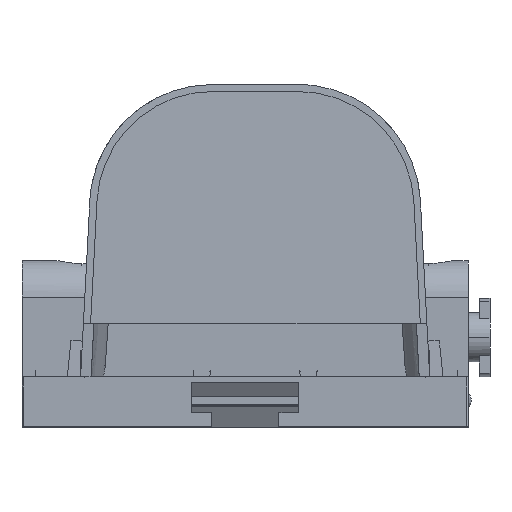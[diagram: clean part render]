
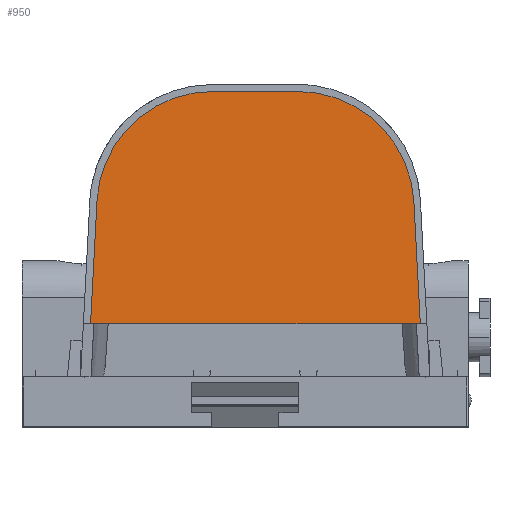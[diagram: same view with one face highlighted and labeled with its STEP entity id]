
A CAD part, top view. The second image highlights one B-rep face of the part: STEP entity #950.
In plain terms, the highlighted planar face has unit normal (0, 0.026, 1).
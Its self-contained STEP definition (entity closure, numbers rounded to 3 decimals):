
#950=ADVANCED_FACE('',(#2825),#2826,.T.);
#2825=FACE_OUTER_BOUND('',#8319,.T.);
#2826=PLANE('',#8320);
#8319=EDGE_LOOP('',(#17517,#17518,#17519,#17520,#17521,#17522));
#8320=AXIS2_PLACEMENT_3D('',#17523,#17524,#17525);
#17517=ORIENTED_EDGE('',*,*,#21037,.T.);
#17518=ORIENTED_EDGE('',*,*,#21026,.T.);
#17519=ORIENTED_EDGE('',*,*,#21030,.T.);
#17520=ORIENTED_EDGE('',*,*,#21031,.F.);
#17521=ORIENTED_EDGE('',*,*,#21034,.T.);
#17522=ORIENTED_EDGE('',*,*,#21035,.F.);
#17523=CARTESIAN_POINT('',(-63.206,34.16,124.054));
#17524=DIRECTION('',(-0.0,0.026,1.));
#17525=DIRECTION('',(1.0,0.0,0.0));
#21026=EDGE_CURVE('',#24808,#24806,#24809,.T.);
#21030=EDGE_CURVE('',#24806,#24812,#24814,.T.);
#21031=EDGE_CURVE('',#24815,#24812,#24816,.T.);
#21034=EDGE_CURVE('',#24815,#24818,#24820,.T.);
#21035=EDGE_CURVE('',#24821,#24818,#24822,.T.);
#21037=EDGE_CURVE('',#24821,#24808,#24824,.T.);
#24806=VERTEX_POINT('',#35379);
#24808=VERTEX_POINT('',#35382);
#24809=LINE('',#35383,#35384);
#24812=VERTEX_POINT('',#35389);
#24814=LINE('',#35392,#35393);
#24815=VERTEX_POINT('',#35394);
#24816=CIRCLE('',#35395,22.18);
#24818=VERTEX_POINT('',#35398);
#24820=LINE('',#35401,#35402);
#24821=VERTEX_POINT('',#35403);
#24822=CIRCLE('',#35404,22.07);
#24824=LINE('',#35407,#35408);
#35379=CARTESIAN_POINT('',(-23.604,11.983,124.635));
#35382=CARTESIAN_POINT('',(-86.469,11.983,124.635));
#35383=CARTESIAN_POINT('',(-86.469,11.983,124.635));
#35384=VECTOR('',#41824,1000.0);
#35389=CARTESIAN_POINT('',(-24.822,35.211,124.026));
#35392=CARTESIAN_POINT('',(-23.604,11.983,124.635));
#35393=VECTOR('',#41828,1000.0);
#35394=CARTESIAN_POINT('',(-46.972,56.223,123.476));
#35395=AXIS2_PLACEMENT_3D('',#41829,#41830,#41831);
#35398=CARTESIAN_POINT('',(-63.206,56.223,123.476));
#35401=CARTESIAN_POINT('',(-63.206,56.223,123.476));
#35402=VECTOR('',#41834,1000.0);
#35403=CARTESIAN_POINT('',(-85.247,35.315,124.024));
#35404=AXIS2_PLACEMENT_3D('',#41835,#41836,#41837);
#35407=CARTESIAN_POINT('',(-85.247,35.315,124.024));
#35408=VECTOR('',#41839,1000.0);
#41824=DIRECTION('',(1.0,0.0,0.0));
#41828=DIRECTION('',(-0.052,0.998,-0.026));
#41829=CARTESIAN_POINT('',(-46.972,34.051,124.057));
#41830=DIRECTION('',(0.0,-0.026,-1.));
#41831=DIRECTION('',(0.0,1.,-0.026));
#41834=DIRECTION('',(-1.0,-0.0,-0.0));
#41835=CARTESIAN_POINT('',(-63.206,34.16,124.054));
#41836=DIRECTION('',(0.0,-0.026,-1.));
#41837=DIRECTION('',(0.0,1.,-0.026));
#41839=DIRECTION('',(-0.052,-0.998,0.026));
